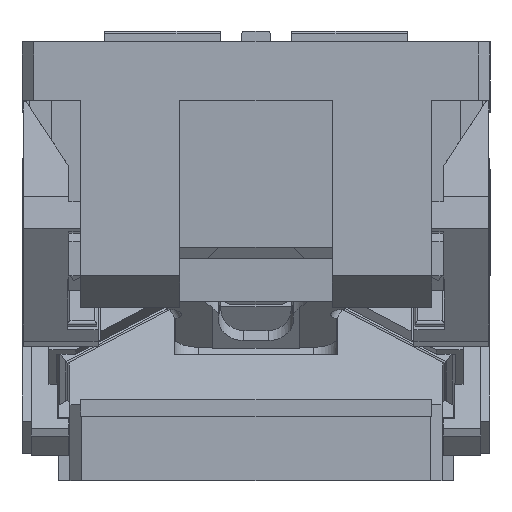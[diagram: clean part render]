
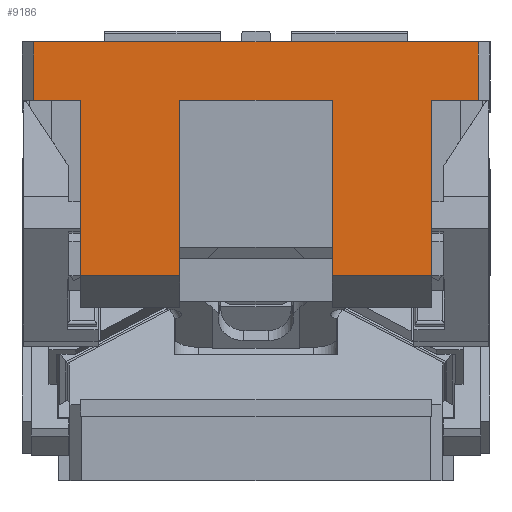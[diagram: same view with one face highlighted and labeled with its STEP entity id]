
A CAD part, left-side view. The second image highlights one B-rep face of the part: STEP entity #9186.
In plain terms, the highlighted planar face has unit normal (-1, 0, 0).
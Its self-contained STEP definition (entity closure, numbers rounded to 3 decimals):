
#4307=CARTESIAN_POINT('Vertex',(-390.,190.,205.)) ;
#4321=CARTESIAN_POINT('Vertex',(-390.,190.,155.)) ;
#4324=CARTESIAN_POINT('Line Origine',(-390.,190.,180.)) ;
#4341=CARTESIAN_POINT('Line Origine',(-390.,-190.,180.)) ;
#4345=CARTESIAN_POINT('Vertex',(-390.,-190.,155.)) ;
#4347=CARTESIAN_POINT('Vertex',(-390.,-190.,205.)) ;
#7299=CARTESIAN_POINT('Line Origine',(-390.,-170.,155.)) ;
#7303=CARTESIAN_POINT('Vertex',(-390.,-150.,155.)) ;
#7353=CARTESIAN_POINT('Vertex',(-390.,150.,155.)) ;
#7356=CARTESIAN_POINT('Line Origine',(-390.,170.,155.)) ;
#7889=CARTESIAN_POINT('Line Origine',(-390.,0.,205.)) ;
#8733=CARTESIAN_POINT('Vertex',(-390.,150.,5.009)) ;
#8736=CARTESIAN_POINT('Line Origine',(-390.,150.,80.005)) ;
#8759=CARTESIAN_POINT('Line Origine',(-390.,-150.,80.005)) ;
#8763=CARTESIAN_POINT('Vertex',(-390.,-150.,5.009)) ;
#9117=CARTESIAN_POINT('Vertex',(-390.,65.,155.)) ;
#9124=CARTESIAN_POINT('Vertex',(-390.,-65.,155.)) ;
#9127=CARTESIAN_POINT('Line Origine',(-390.,0.,155.)) ;
#9143=CARTESIAN_POINT('Axis2P3D Location',(-390.,-200.,155.)) ;
#9148=CARTESIAN_POINT('Line Origine',(-390.,65.,80.005)) ;
#9152=CARTESIAN_POINT('Vertex',(-390.,65.,5.009)) ;
#9155=CARTESIAN_POINT('Line Origine',(-390.,-65.,80.005)) ;
#9159=CARTESIAN_POINT('Vertex',(-390.,-65.,5.009)) ;
#9162=CARTESIAN_POINT('Line Origine',(-390.,-107.5,5.009)) ;
#9167=CARTESIAN_POINT('Line Origine',(-390.,107.5,5.009)) ;
#4325=DIRECTION('Vector Direction',(0.,0.,-1.)) ;
#4342=DIRECTION('Vector Direction',(0.,0.,1.)) ;
#7300=DIRECTION('Vector Direction',(0.,1.,0.)) ;
#7357=DIRECTION('Vector Direction',(0.,-1.,0.)) ;
#7890=DIRECTION('Vector Direction',(0.,1.,0.)) ;
#8737=DIRECTION('Vector Direction',(0.,0.,-1.)) ;
#8760=DIRECTION('Vector Direction',(0.,0.,-1.)) ;
#9128=DIRECTION('Vector Direction',(0.,1.,0.)) ;
#9144=DIRECTION('Axis2P3D Direction',(1.,0.,0.)) ;
#9145=DIRECTION('Axis2P3D XDirection',(0.,1.,0.)) ;
#9149=DIRECTION('Vector Direction',(0.,0.,-1.)) ;
#9156=DIRECTION('Vector Direction',(0.,0.,-1.)) ;
#9163=DIRECTION('Vector Direction',(0.,1.,0.)) ;
#9168=DIRECTION('Vector Direction',(0.,1.,0.)) ;
#9146=AXIS2_PLACEMENT_3D('Plane Axis2P3D',#9143,#9144,#9145) ;
#9173=ORIENTED_EDGE('',*,*,#9154,.F.) ;
#9174=ORIENTED_EDGE('',*,*,#9131,.F.) ;
#9175=ORIENTED_EDGE('',*,*,#9161,.T.) ;
#9176=ORIENTED_EDGE('',*,*,#9166,.T.) ;
#9177=ORIENTED_EDGE('',*,*,#8765,.F.) ;
#9178=ORIENTED_EDGE('',*,*,#7305,.F.) ;
#9179=ORIENTED_EDGE('',*,*,#4349,.T.) ;
#9180=ORIENTED_EDGE('',*,*,#7893,.T.) ;
#9181=ORIENTED_EDGE('',*,*,#4328,.T.) ;
#9182=ORIENTED_EDGE('',*,*,#7360,.F.) ;
#9183=ORIENTED_EDGE('',*,*,#8740,.T.) ;
#9184=ORIENTED_EDGE('',*,*,#9171,.T.) ;
#4326=VECTOR('Line Direction',#4325,1.) ;
#4343=VECTOR('Line Direction',#4342,1.) ;
#7301=VECTOR('Line Direction',#7300,1.) ;
#7358=VECTOR('Line Direction',#7357,1.) ;
#7891=VECTOR('Line Direction',#7890,1.) ;
#8738=VECTOR('Line Direction',#8737,1.) ;
#8761=VECTOR('Line Direction',#8760,1.) ;
#9129=VECTOR('Line Direction',#9128,1.) ;
#9150=VECTOR('Line Direction',#9149,1.) ;
#9157=VECTOR('Line Direction',#9156,1.) ;
#9164=VECTOR('Line Direction',#9163,1.) ;
#9169=VECTOR('Line Direction',#9168,1.) ;
#9186=ADVANCED_FACE('CAM HOLDER',(#9185),#9147,.F.) ;
#4328=EDGE_CURVE('',#4308,#4322,#4327,.T.) ;
#4349=EDGE_CURVE('',#4346,#4348,#4344,.T.) ;
#7305=EDGE_CURVE('',#4346,#7304,#7302,.T.) ;
#7360=EDGE_CURVE('',#7354,#4322,#7359,.F.) ;
#7893=EDGE_CURVE('',#4348,#4308,#7892,.T.) ;
#8740=EDGE_CURVE('',#7354,#8734,#8739,.T.) ;
#8765=EDGE_CURVE('',#7304,#8764,#8762,.T.) ;
#9131=EDGE_CURVE('',#9125,#9118,#9130,.T.) ;
#9154=EDGE_CURVE('',#9118,#9153,#9151,.T.) ;
#9161=EDGE_CURVE('',#9125,#9160,#9158,.T.) ;
#9166=EDGE_CURVE('',#9160,#8764,#9165,.F.) ;
#9171=EDGE_CURVE('',#8734,#9153,#9170,.F.) ;
#9172=EDGE_LOOP('',(#9173,#9174,#9175,#9176,#9177,#9178,#9179,#9180,#9181,#9182,#9183,#9184)) ;
#9185=FACE_OUTER_BOUND('',#9172,.T.) ;
#4327=LINE('Line',#4324,#4326) ;
#4344=LINE('Line',#4341,#4343) ;
#7302=LINE('Line',#7299,#7301) ;
#7359=LINE('Line',#7356,#7358) ;
#7892=LINE('Line',#7889,#7891) ;
#8739=LINE('Line',#8736,#8738) ;
#8762=LINE('Line',#8759,#8761) ;
#9130=LINE('Line',#9127,#9129) ;
#9151=LINE('Line',#9148,#9150) ;
#9158=LINE('Line',#9155,#9157) ;
#9165=LINE('Line',#9162,#9164) ;
#9170=LINE('Line',#9167,#9169) ;
#9147=PLANE('Plane',#9146) ;
#4308=VERTEX_POINT('',#4307) ;
#4322=VERTEX_POINT('',#4321) ;
#4346=VERTEX_POINT('',#4345) ;
#4348=VERTEX_POINT('',#4347) ;
#7304=VERTEX_POINT('',#7303) ;
#7354=VERTEX_POINT('',#7353) ;
#8734=VERTEX_POINT('',#8733) ;
#8764=VERTEX_POINT('',#8763) ;
#9118=VERTEX_POINT('',#9117) ;
#9125=VERTEX_POINT('',#9124) ;
#9153=VERTEX_POINT('',#9152) ;
#9160=VERTEX_POINT('',#9159) ;
